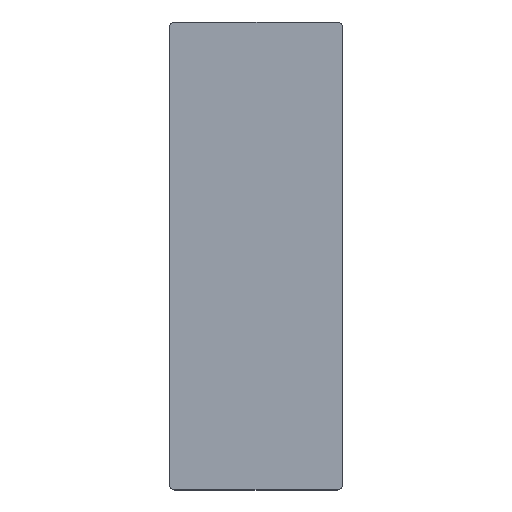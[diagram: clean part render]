
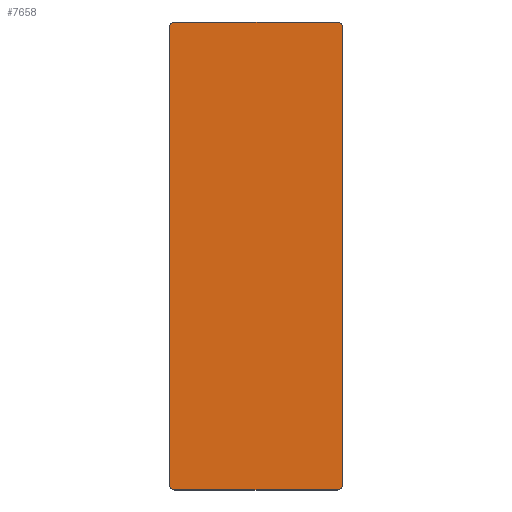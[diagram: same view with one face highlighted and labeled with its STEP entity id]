
A CAD part, top view. The second image highlights one B-rep face of the part: STEP entity #7658.
In plain terms, the highlighted planar face has unit normal (0, 0, 1).
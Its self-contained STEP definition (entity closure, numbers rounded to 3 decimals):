
#107 = EDGE_CURVE ( 'NONE', #10519, #2136, #11341, .T. ) ;
#167 = CIRCLE ( 'NONE', #4567, 1.2 ) ;
#387 = CARTESIAN_POINT ( 'NONE',  ( -20.25, -53.55, 1.5 ) ) ;
#547 = CARTESIAN_POINT ( 'NONE',  ( -19.05, 53.55, 1.5 ) ) ;
#1185 = ORIENTED_EDGE ( 'NONE', *, *, #1299, .T. ) ;
#1299 = EDGE_CURVE ( 'NONE', #8271, #8916, #9753, .T. ) ;
#1507 = AXIS2_PLACEMENT_3D ( 'NONE', #3768, #11819, #5798 ) ;
#1510 = ORIENTED_EDGE ( 'NONE', *, *, #12384, .T. ) ;
#1766 = LINE ( 'NONE', #5265, #9354 ) ;
#1868 = CARTESIAN_POINT ( 'NONE',  ( 0., 0., 1.5 ) ) ;
#2083 = CARTESIAN_POINT ( 'NONE',  ( -20.25, 53.55, 1.5 ) ) ;
#2136 = VERTEX_POINT ( 'NONE', #9856 ) ;
#2254 = DIRECTION ( 'NONE',  ( 1., 0., 0. ) ) ;
#2524 = CARTESIAN_POINT ( 'NONE',  ( 20.25, -53.55, 1.5 ) ) ;
#2605 = DIRECTION ( 'NONE',  ( 0., -1., 0. ) ) ;
#3102 = CARTESIAN_POINT ( 'NONE',  ( 19.05, 53.55, 1.5 ) ) ;
#3152 = EDGE_CURVE ( 'NONE', #10204, #12035, #6428, .T. ) ;
#3280 = CARTESIAN_POINT ( 'NONE',  ( -19.05, -53.55, 1.5 ) ) ;
#3282 = ORIENTED_EDGE ( 'NONE', *, *, #3322, .F. ) ;
#3322 = EDGE_CURVE ( 'NONE', #10204, #8916, #11470, .T. ) ;
#3669 = CARTESIAN_POINT ( 'NONE',  ( -20.25, 54.75, 1.5 ) ) ;
#3768 = CARTESIAN_POINT ( 'NONE',  ( 19.05, -53.55, 1.5 ) ) ;
#3784 = DIRECTION ( 'NONE',  ( 0., 0., 1. ) ) ;
#3867 = PLANE ( 'NONE',  #9017 ) ;
#3934 = CARTESIAN_POINT ( 'NONE',  ( -20.25, 54.75, 1.5 ) ) ;
#3971 = ORIENTED_EDGE ( 'NONE', *, *, #107, .T. ) ;
#4322 = ORIENTED_EDGE ( 'NONE', *, *, #10102, .T. ) ;
#4430 = CIRCLE ( 'NONE', #1507, 1.2 ) ;
#4567 = AXIS2_PLACEMENT_3D ( 'NONE', #3280, #12313, #10256 ) ;
#4953 = AXIS2_PLACEMENT_3D ( 'NONE', #547, #8676, #7612 ) ;
#4954 = VERTEX_POINT ( 'NONE', #387 ) ;
#5265 = CARTESIAN_POINT ( 'NONE',  ( 20.25, 54.75, 1.5 ) ) ;
#5343 = VECTOR ( 'NONE', #10976, 1000. ) ;
#5639 = EDGE_CURVE ( 'NONE', #12035, #4954, #11435, .T. ) ;
#5692 = CARTESIAN_POINT ( 'NONE',  ( 20.25, 53.55, 1.5 ) ) ;
#5798 = DIRECTION ( 'NONE',  ( 1., 0., 0. ) ) ;
#5918 = ORIENTED_EDGE ( 'NONE', *, *, #8152, .F. ) ;
#6428 = CIRCLE ( 'NONE', #4953, 1.2 ) ;
#7223 = DIRECTION ( 'NONE',  ( 0., 0., 1. ) ) ;
#7612 = DIRECTION ( 'NONE',  ( 1., 0., 0. ) ) ;
#7658 = ADVANCED_FACE ( 'NONE', ( #12354 ), #3867, .T. ) ;
#8024 = ORIENTED_EDGE ( 'NONE', *, *, #3152, .T. ) ;
#8118 = CARTESIAN_POINT ( 'NONE',  ( -19.05, -54.75, 1.5 ) ) ;
#8152 = EDGE_CURVE ( 'NONE', #8271, #8560, #1766, .T. ) ;
#8271 = VERTEX_POINT ( 'NONE', #5692 ) ;
#8290 = VECTOR ( 'NONE', #2605, 1000. ) ;
#8362 = VECTOR ( 'NONE', #9593, 1000. ) ;
#8560 = VERTEX_POINT ( 'NONE', #2524 ) ;
#8676 = DIRECTION ( 'NONE',  ( 0., 0., 1. ) ) ;
#8916 = VERTEX_POINT ( 'NONE', #12696 ) ;
#9017 = AXIS2_PLACEMENT_3D ( 'NONE', #1868, #3784, #12897 ) ;
#9354 = VECTOR ( 'NONE', #12429, 1000. ) ;
#9548 = CARTESIAN_POINT ( 'NONE',  ( -20.25, -54.75, 1.5 ) ) ;
#9593 = DIRECTION ( 'NONE',  ( 1., 0., 0. ) ) ;
#9753 = CIRCLE ( 'NONE', #11532, 1.2 ) ;
#9856 = CARTESIAN_POINT ( 'NONE',  ( 19.05, -54.75, 1.5 ) ) ;
#10102 = EDGE_CURVE ( 'NONE', #2136, #8560, #4430, .T. ) ;
#10204 = VERTEX_POINT ( 'NONE', #10980 ) ;
#10205 = EDGE_LOOP ( 'NONE', ( #3282, #8024, #10483, #1510, #3971, #4322, #5918, #1185 ) ) ;
#10256 = DIRECTION ( 'NONE',  ( 1., 0., 0. ) ) ;
#10483 = ORIENTED_EDGE ( 'NONE', *, *, #5639, .T. ) ;
#10519 = VERTEX_POINT ( 'NONE', #8118 ) ;
#10976 = DIRECTION ( 'NONE',  ( 1., 0., 0. ) ) ;
#10980 = CARTESIAN_POINT ( 'NONE',  ( -19.05, 54.75, 1.5 ) ) ;
#11341 = LINE ( 'NONE', #9548, #8362 ) ;
#11435 = LINE ( 'NONE', #3669, #8290 ) ;
#11470 = LINE ( 'NONE', #3934, #5343 ) ;
#11532 = AXIS2_PLACEMENT_3D ( 'NONE', #3102, #7223, #2254 ) ;
#11819 = DIRECTION ( 'NONE',  ( 0., 0., 1. ) ) ;
#12035 = VERTEX_POINT ( 'NONE', #2083 ) ;
#12313 = DIRECTION ( 'NONE',  ( 0., 0., 1. ) ) ;
#12354 = FACE_OUTER_BOUND ( 'NONE', #10205, .T. ) ;
#12384 = EDGE_CURVE ( 'NONE', #4954, #10519, #167, .T. ) ;
#12429 = DIRECTION ( 'NONE',  ( 0., -1., 0. ) ) ;
#12696 = CARTESIAN_POINT ( 'NONE',  ( 19.05, 54.75, 1.5 ) ) ;
#12897 = DIRECTION ( 'NONE',  ( 1., 0., 0. ) ) ;
